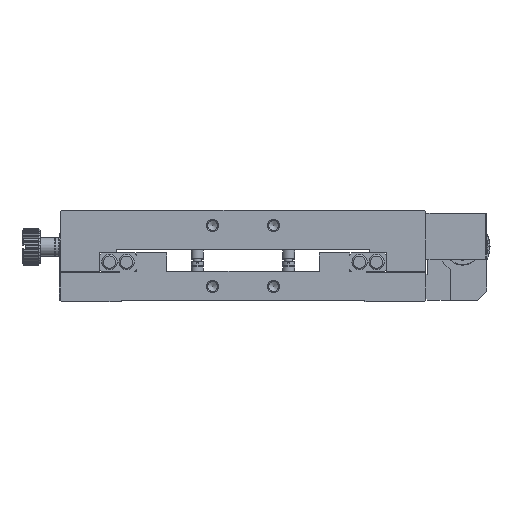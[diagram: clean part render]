
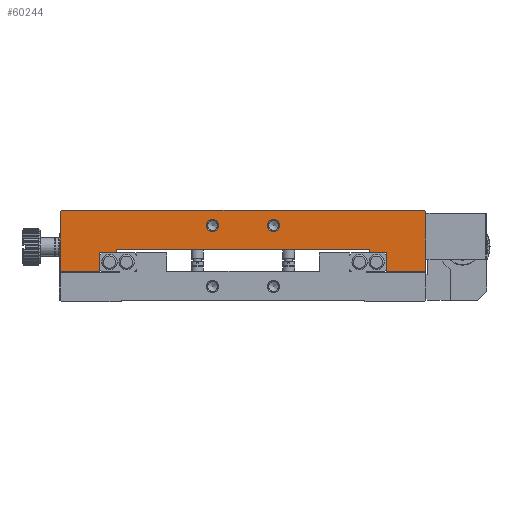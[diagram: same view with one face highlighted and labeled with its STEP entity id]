
A CAD part, left-side view. The second image highlights one B-rep face of the part: STEP entity #60244.
In plain terms, the highlighted planar face has unit normal (-1, 0, 0).
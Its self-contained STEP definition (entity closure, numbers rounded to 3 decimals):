
#299 = EDGE_CURVE ( 'NONE', #22747, #33806, #841, .T. ) ;
#464 = VECTOR ( 'NONE', #27550, 1000. ) ;
#841 = LINE ( 'NONE', #17598, #117013 ) ;
#3062 = CARTESIAN_POINT ( 'NONE',  ( -60., 60., 29.5 ) ) ;
#3100 = VECTOR ( 'NONE', #58113, 1000. ) ;
#3447 = ORIENTED_EDGE ( 'NONE', *, *, #104487, .F. ) ;
#4426 = LINE ( 'NONE', #3062, #11901 ) ;
#4837 = LINE ( 'NONE', #122213, #48438 ) ;
#5020 = ORIENTED_EDGE ( 'NONE', *, *, #34931, .F. ) ;
#6698 = DIRECTION ( 'NONE',  ( 0., -1., 0. ) ) ;
#7142 = VERTEX_POINT ( 'NONE', #52606 ) ;
#7391 = VERTEX_POINT ( 'NONE', #134740 ) ;
#7949 = VERTEX_POINT ( 'NONE', #85511 ) ;
#9844 = CARTESIAN_POINT ( 'NONE',  ( -60., 60., 10. ) ) ;
#9875 = VERTEX_POINT ( 'NONE', #98552 ) ;
#10698 = VECTOR ( 'NONE', #62553, 1000. ) ;
#11206 = VERTEX_POINT ( 'NONE', #9844 ) ;
#11901 = VECTOR ( 'NONE', #87277, 1000. ) ;
#15064 = EDGE_LOOP ( 'NONE', ( #3447 ) ) ;
#15148 = CARTESIAN_POINT ( 'NONE',  ( -60., 59.5, 30. ) ) ;
#15980 = CARTESIAN_POINT ( 'NONE',  ( -60., 41.5, 17. ) ) ;
#17598 = CARTESIAN_POINT ( 'NONE',  ( -60., -59.5, 30. ) ) ;
#20468 = CARTESIAN_POINT ( 'NONE',  ( -60., 60., 16. ) ) ;
#21363 = ORIENTED_EDGE ( 'NONE', *, *, #90532, .F. ) ;
#21642 = LINE ( 'NONE', #55424, #123169 ) ;
#22451 = LINE ( 'NONE', #72180, #98596 ) ;
#22747 = VERTEX_POINT ( 'NONE', #78614 ) ;
#24273 = PLANE ( 'NONE',  #93115 ) ;
#25661 = FACE_BOUND ( 'NONE', #91716, .T. ) ;
#26145 = CARTESIAN_POINT ( 'NONE',  ( -60., 60., 29.5 ) ) ;
#26989 = VERTEX_POINT ( 'NONE', #74877 ) ;
#27550 = DIRECTION ( 'NONE',  ( 0., 0., 1. ) ) ;
#27980 = ORIENTED_EDGE ( 'NONE', *, *, #41110, .F. ) ;
#29224 = ORIENTED_EDGE ( 'NONE', *, *, #95671, .F. ) ;
#29430 = LINE ( 'NONE', #62500, #123414 ) ;
#30800 = EDGE_CURVE ( 'NONE', #9875, #11206, #136550, .T. ) ;
#31277 = EDGE_CURVE ( 'NONE', #54314, #126234, #4426, .T. ) ;
#31379 = DIRECTION ( 'NONE',  ( 0., 0., -1. ) ) ;
#33806 = VERTEX_POINT ( 'NONE', #113716 ) ;
#34030 = VECTOR ( 'NONE', #70868, 1000. ) ;
#34227 = VECTOR ( 'NONE', #6698, 1000. ) ;
#34524 = VECTOR ( 'NONE', #31379, 1000. ) ;
#34931 = EDGE_CURVE ( 'NONE', #33806, #66376, #43763, .T. ) ;
#35712 = EDGE_CURVE ( 'NONE', #91828, #133021, #22451, .T. ) ;
#37386 = ORIENTED_EDGE ( 'NONE', *, *, #93046, .F. ) ;
#40318 = CIRCLE ( 'NONE', #117555, 2. ) ;
#40925 = DIRECTION ( 'NONE',  ( 0., -0.707, -0.707 ) ) ;
#41110 = EDGE_CURVE ( 'NONE', #133021, #9875, #21642, .T. ) ;
#41626 = ORIENTED_EDGE ( 'NONE', *, *, #35712, .F. ) ;
#42361 = DIRECTION ( 'NONE',  ( 0., 0., -1. ) ) ;
#43763 = LINE ( 'NONE', #85867, #34524 ) ;
#43974 = ORIENTED_EDGE ( 'NONE', *, *, #127799, .F. ) ;
#48438 = VECTOR ( 'NONE', #68272, 1000. ) ;
#48738 = CARTESIAN_POINT ( 'NONE',  ( -60., 10., 25. ) ) ;
#49894 = EDGE_CURVE ( 'NONE', #126234, #22747, #62535, .T. ) ;
#50126 = LINE ( 'NONE', #81882, #88252 ) ;
#51384 = EDGE_CURVE ( 'NONE', #66376, #7142, #50126, .T. ) ;
#52606 = CARTESIAN_POINT ( 'NONE',  ( -60., -47., 10. ) ) ;
#54314 = VERTEX_POINT ( 'NONE', #26145 ) ;
#55424 = CARTESIAN_POINT ( 'NONE',  ( -60., 47.2, 30. ) ) ;
#56826 = VERTEX_POINT ( 'NONE', #129423 ) ;
#57264 = CARTESIAN_POINT ( 'NONE',  ( -60., 60., 30. ) ) ;
#58113 = DIRECTION ( 'NONE',  ( 0., 0., -1. ) ) ;
#58721 = AXIS2_PLACEMENT_3D ( 'NONE', #48738, #133742, #123367 ) ;
#60053 = ORIENTED_EDGE ( 'NONE', *, *, #31277, .F. ) ;
#60244 = ADVANCED_FACE ( 'NONE', ( #76070, #78116, #25661 ), #24273, .F. ) ;
#61149 = DIRECTION ( 'NONE',  ( 0., 1., 0. ) ) ;
#61802 = DIRECTION ( 'NONE',  ( 0., 1., 0. ) ) ;
#62500 = CARTESIAN_POINT ( 'NONE',  ( -60., -47., 30. ) ) ;
#62535 = LINE ( 'NONE', #133118, #34227 ) ;
#62553 = DIRECTION ( 'NONE',  ( 0., 1., 0. ) ) ;
#65556 = DIRECTION ( 'NONE',  ( 0., 1., 0. ) ) ;
#66376 = VERTEX_POINT ( 'NONE', #105214 ) ;
#66939 = LINE ( 'NONE', #57264, #464 ) ;
#68272 = DIRECTION ( 'NONE',  ( 0., 0., 1. ) ) ;
#69149 = EDGE_CURVE ( 'NONE', #11206, #54314, #66939, .T. ) ;
#69572 = CARTESIAN_POINT ( 'NONE',  ( -60., 47.2, 16. ) ) ;
#70868 = DIRECTION ( 'NONE',  ( 0., 1., 0. ) ) ;
#72180 = CARTESIAN_POINT ( 'NONE',  ( -60., 60., 16. ) ) ;
#74877 = CARTESIAN_POINT ( 'NONE',  ( -60., 41.5, 17. ) ) ;
#74900 = EDGE_LOOP ( 'NONE', ( #27980, #41626, #29224, #37386, #43974, #98325, #101738, #120989, #5020, #122902, #118655, #60053, #89690, #133335 ) ) ;
#76070 = FACE_OUTER_BOUND ( 'NONE', #74900, .T. ) ;
#77086 = CARTESIAN_POINT ( 'NONE',  ( -60., -41.5, 16. ) ) ;
#78116 = FACE_BOUND ( 'NONE', #15064, .T. ) ;
#78614 = CARTESIAN_POINT ( 'NONE',  ( -60., -59.5, 30. ) ) ;
#80525 = CARTESIAN_POINT ( 'NONE',  ( -60., 60., 17. ) ) ;
#81882 = CARTESIAN_POINT ( 'NONE',  ( -60., 60., 10. ) ) ;
#81888 = LINE ( 'NONE', #80525, #95638 ) ;
#83292 = CARTESIAN_POINT ( 'NONE',  ( -60., 60., 10. ) ) ;
#84317 = CARTESIAN_POINT ( 'NONE',  ( -60., 12., 25. ) ) ;
#85511 = CARTESIAN_POINT ( 'NONE',  ( -60., -47., 16. ) ) ;
#85736 = DIRECTION ( 'NONE',  ( 1., 0., 0. ) ) ;
#85867 = CARTESIAN_POINT ( 'NONE',  ( -60., -60., 30. ) ) ;
#87277 = DIRECTION ( 'NONE',  ( 0., -0.707, 0.707 ) ) ;
#88252 = VECTOR ( 'NONE', #61149, 1000. ) ;
#89690 = ORIENTED_EDGE ( 'NONE', *, *, #69149, .F. ) ;
#90532 = EDGE_CURVE ( 'NONE', #56826, #56826, #40318, .T. ) ;
#91716 = EDGE_LOOP ( 'NONE', ( #21363 ) ) ;
#91828 = VERTEX_POINT ( 'NONE', #124921 ) ;
#93046 = EDGE_CURVE ( 'NONE', #7391, #26989, #81888, .T. ) ;
#93115 = AXIS2_PLACEMENT_3D ( 'NONE', #109939, #85736, #117560 ) ;
#94714 = VERTEX_POINT ( 'NONE', #84317 ) ;
#95638 = VECTOR ( 'NONE', #113715, 1000. ) ;
#95671 = EDGE_CURVE ( 'NONE', #26989, #91828, #110647, .T. ) ;
#98325 = ORIENTED_EDGE ( 'NONE', *, *, #120297, .F. ) ;
#98552 = CARTESIAN_POINT ( 'NONE',  ( -60., 47.2, 10. ) ) ;
#98596 = VECTOR ( 'NONE', #61802, 1000. ) ;
#101738 = ORIENTED_EDGE ( 'NONE', *, *, #125713, .F. ) ;
#104487 = EDGE_CURVE ( 'NONE', #94714, #94714, #122757, .T. ) ;
#105214 = CARTESIAN_POINT ( 'NONE',  ( -60., -60., 10. ) ) ;
#109148 = DIRECTION ( 'NONE',  ( -1., 0., 0. ) ) ;
#109939 = CARTESIAN_POINT ( 'NONE',  ( -60., 60., 30. ) ) ;
#110647 = LINE ( 'NONE', #15980, #3100 ) ;
#113715 = DIRECTION ( 'NONE',  ( 0., 1., 0. ) ) ;
#113716 = CARTESIAN_POINT ( 'NONE',  ( -60., -60., 29.5 ) ) ;
#115129 = LINE ( 'NONE', #20468, #10698 ) ;
#117013 = VECTOR ( 'NONE', #40925, 1000. ) ;
#117449 = CARTESIAN_POINT ( 'NONE',  ( -60., -10., 25. ) ) ;
#117555 = AXIS2_PLACEMENT_3D ( 'NONE', #117449, #109148, #65556 ) ;
#117560 = DIRECTION ( 'NONE',  ( 0., -1., 0. ) ) ;
#118655 = ORIENTED_EDGE ( 'NONE', *, *, #49894, .F. ) ;
#120297 = EDGE_CURVE ( 'NONE', #7949, #129292, #115129, .T. ) ;
#120989 = ORIENTED_EDGE ( 'NONE', *, *, #51384, .F. ) ;
#122213 = CARTESIAN_POINT ( 'NONE',  ( -60., -41.5, 16. ) ) ;
#122757 = CIRCLE ( 'NONE', #58721, 2. ) ;
#122902 = ORIENTED_EDGE ( 'NONE', *, *, #299, .F. ) ;
#123169 = VECTOR ( 'NONE', #42361, 1000. ) ;
#123367 = DIRECTION ( 'NONE',  ( 0., 1., 0. ) ) ;
#123414 = VECTOR ( 'NONE', #133772, 1000. ) ;
#124921 = CARTESIAN_POINT ( 'NONE',  ( -60., 41.5, 16. ) ) ;
#125713 = EDGE_CURVE ( 'NONE', #7142, #7949, #29430, .T. ) ;
#126234 = VERTEX_POINT ( 'NONE', #15148 ) ;
#127799 = EDGE_CURVE ( 'NONE', #129292, #7391, #4837, .T. ) ;
#129292 = VERTEX_POINT ( 'NONE', #77086 ) ;
#129423 = CARTESIAN_POINT ( 'NONE',  ( -60., -8., 25. ) ) ;
#133021 = VERTEX_POINT ( 'NONE', #69572 ) ;
#133118 = CARTESIAN_POINT ( 'NONE',  ( -60., 59.5, 30. ) ) ;
#133335 = ORIENTED_EDGE ( 'NONE', *, *, #30800, .F. ) ;
#133742 = DIRECTION ( 'NONE',  ( -1., 0., 0. ) ) ;
#133772 = DIRECTION ( 'NONE',  ( 0., 0., 1. ) ) ;
#134740 = CARTESIAN_POINT ( 'NONE',  ( -60., -41.5, 17. ) ) ;
#136550 = LINE ( 'NONE', #83292, #34030 ) ;
